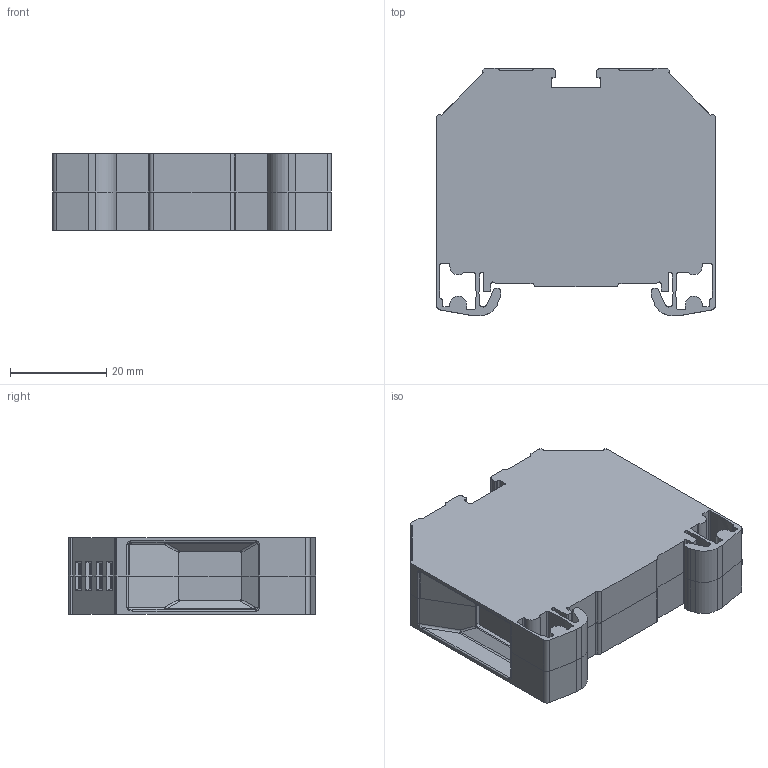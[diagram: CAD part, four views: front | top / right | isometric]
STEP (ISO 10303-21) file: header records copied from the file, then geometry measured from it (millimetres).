
FILE_DESCRIPTION((''),'2;1');
FILE_NAME('RK350NR__ASM','2013-10-07T',('Carl'),(''),'PRO/ENGINEER BY PARAMETRIC TECHNOLOGY CORPORATION, 2013130','PRO/ENGINEER BY PARAMETRIC TECHNOLOGY CORPORATION, 2013130','');
FILE_SCHEMA(('CONFIG_CONTROL_DESIGN'));
Length unit declared in the file: millimetre
Products named in the file (4): RK350NRISO__1; RK350NR_ASM_1_ASM_ASM; ASM0001_ASM_ASM; RK350NR__ASM
Assembly tree (4 placements, depth 4):
  RK350NR__ASM
    ASM0001_ASM_ASM
      RK350NR_ASM_1_ASM_ASM
        RK350NRISO__1  x2
Bounding box: 58 x 51.5 x 15.9 mm (x, y, z)
Volume: 35185.4 mm3; surface area: 16174.6 mm2
Topology: 2 solids, 14 shells, 836 faces, 2270 edges, 1426 vertices
Faces by surface type: plane 404, cylinder 320, bspline 42, sphere 36, torus 34
Entity records: 13935 total; most frequent: CARTESIAN_POINT 3354, ORIENTED_EDGE 2234, DIRECTION 2185, EDGE_CURVE 1117, AXIS2_PLACEMENT_3D 737, VERTEX_POINT 713, VECTOR 711, LINE 711
